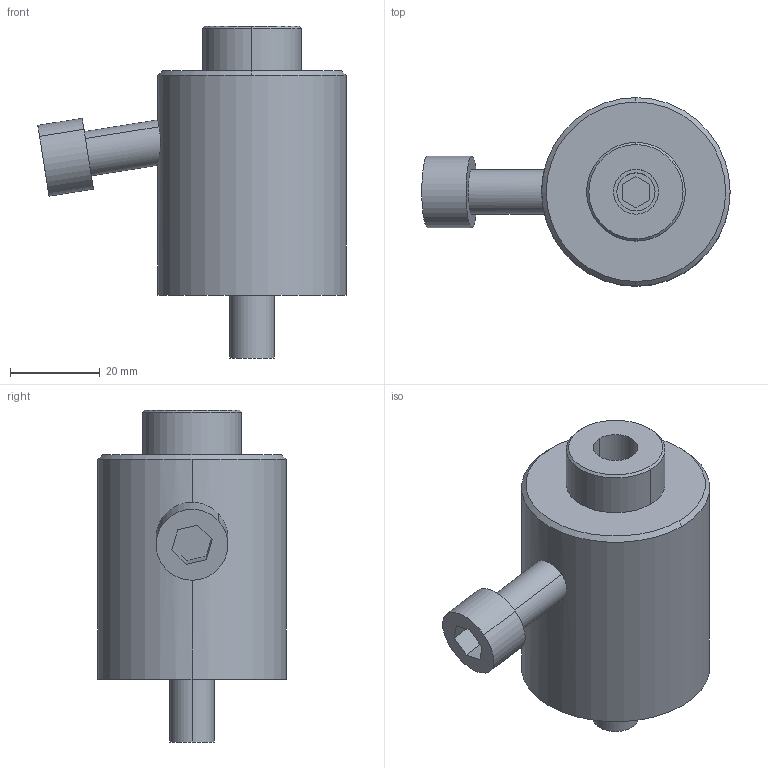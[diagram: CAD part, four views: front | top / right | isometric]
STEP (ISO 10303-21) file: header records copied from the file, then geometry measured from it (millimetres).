
FILE_DESCRIPTION (( 'STEP AP203' ), '1' );
FILE_NAME ('bj351-10001.STEP', '2021-10-25T01:24:29', ( '' ), ( '' ), 'SwSTEP 2.0', 'SolidWorks 2020', '' );
FILE_SCHEMA (( 'CONFIG_CONTROL_DESIGN' ));
Length unit declared in the file: millimetre
Products named in the file (4): bj351-10001_03; bj351-10001_02; bj351-10001; bj351-10001_01
Assembly tree (3 placements, depth 2):
  bj351-10001
    bj351-10001_01
    bj351-10001_02
    bj351-10001_03
Bounding box: 68.72 x 42 x 74 mm (x, y, z)
Volume: 69063.6 mm3; surface area: 19420.5 mm2
Topology: 3 solids, 3 shells, 51 faces, 113 edges, 74 vertices
Faces by surface type: plane 25, cylinder 20, cone 4, torus 2
Entity records: 1915 total; most frequent: CARTESIAN_POINT 322, DIRECTION 271, ORIENTED_EDGE 226, EDGE_CURVE 113, AXIS2_PLACEMENT_3D 105, VERTEX_POINT 74, EDGE_LOOP 61, VECTOR 61
